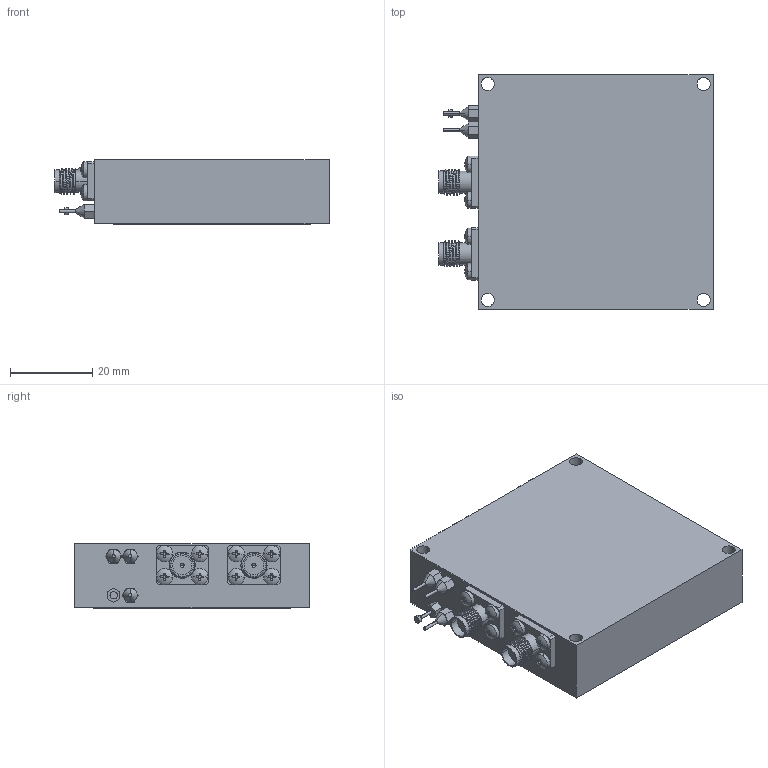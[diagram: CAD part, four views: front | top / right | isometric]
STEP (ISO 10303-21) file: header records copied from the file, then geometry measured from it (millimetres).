
FILE_DESCRIPTION (( 'STEP AP214' ), '1' );
FILE_NAME ('PLO-48D8G-EXT.STEP', '2025-05-07T14:55:39', ( '' ), ( '' ), 'SwSTEP 2.0', 'SolidWorks 2024', '' );
FILE_SCHEMA (( 'AUTOMOTIVE_DESIGN' ));
Length unit declared in the file: inch
Products named in the file (3): 27051200 - PART; PLO-48D8G-EXT; 27251200 - LABEL
Assembly tree (2 placements, depth 2):
  PLO-48D8G-EXT
    27051200 - PART
    27251200 - LABEL
Bounding box: 66.8 x 57.2 x 15.83 mm (x, y, z)
Volume: 52367.4 mm3; surface area: 17600.4 mm2
Topology: 16 solids, 16 shells, 578 faces, 2343 edges, 1947 vertices
Faces by surface type: plane 352, cylinder 170, cone 34, sphere 16, bspline 6
Entity records: 32126 total; most frequent: CARTESIAN_POINT 12448, ORIENTED_EDGE 4654, DIRECTION 3280, EDGE_CURVE 2327, VERTEX_POINT 1947, VECTOR 1246, LINE 1246, AXIS2_PLACEMENT_3D 1017
